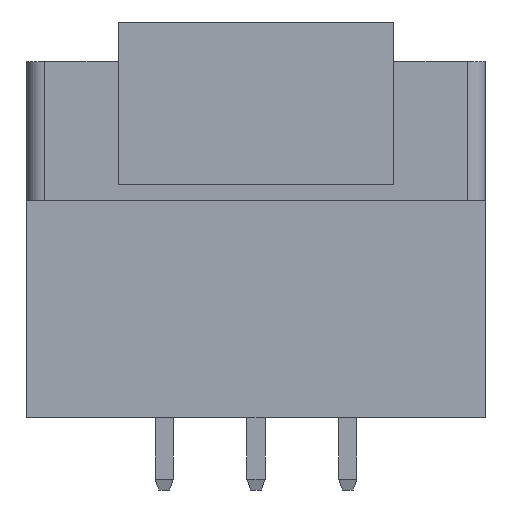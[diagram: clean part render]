
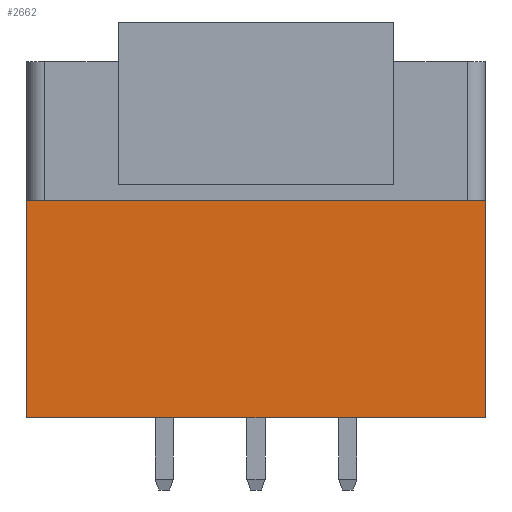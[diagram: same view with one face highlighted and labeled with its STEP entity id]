
A CAD part, front view. The second image highlights one B-rep face of the part: STEP entity #2662.
In plain terms, the highlighted planar face has unit normal (0, -1, 0).
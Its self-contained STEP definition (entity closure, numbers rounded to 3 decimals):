
#1159 = VERTEX_POINT('',#1160);
#1160 = CARTESIAN_POINT('',(-7.62,-3.8,0.));
#1206 = VERTEX_POINT('',#1207);
#1207 = CARTESIAN_POINT('',(-7.62,-3.8,12.));
#1213 = EDGE_CURVE('',#1159,#1206,#1214,.T.);
#1214 = LINE('',#1215,#1216);
#1215 = CARTESIAN_POINT('',(-7.62,-3.8,0.));
#1216 = VECTOR('',#1217,1.);
#1217 = DIRECTION('',(0.,0.,1.));
#1734 = VERTEX_POINT('',#1735);
#1735 = CARTESIAN_POINT('',(17.78,-3.8,0.));
#1774 = VERTEX_POINT('',#1775);
#1775 = CARTESIAN_POINT('',(17.78,-3.8,12.));
#1781 = EDGE_CURVE('',#1734,#1774,#1782,.T.);
#1782 = LINE('',#1783,#1784);
#1783 = CARTESIAN_POINT('',(17.78,-3.8,0.));
#1784 = VECTOR('',#1785,1.);
#1785 = DIRECTION('',(0.,0.,1.));
#2385 = EDGE_CURVE('',#1206,#1774,#2386,.T.);
#2386 = LINE('',#2387,#2388);
#2387 = CARTESIAN_POINT('',(-7.62,-3.8,12.));
#2388 = VECTOR('',#2389,1.);
#2389 = DIRECTION('',(1.,0.,0.));
#2532 = EDGE_CURVE('',#1159,#1734,#2533,.T.);
#2533 = LINE('',#2534,#2535);
#2534 = CARTESIAN_POINT('',(-7.62,-3.8,0.));
#2535 = VECTOR('',#2536,1.);
#2536 = DIRECTION('',(1.,0.,0.));
#2662 = ADVANCED_FACE('',(#2663),#2669,.T.);
#2663 = FACE_BOUND('',#2664,.T.);
#2664 = EDGE_LOOP('',(#2665,#2666,#2667,#2668));
#2665 = ORIENTED_EDGE('',*,*,#2532,.T.);
#2666 = ORIENTED_EDGE('',*,*,#1781,.T.);
#2667 = ORIENTED_EDGE('',*,*,#2385,.F.);
#2668 = ORIENTED_EDGE('',*,*,#1213,.F.);
#2669 = PLANE('',#2670);
#2670 = AXIS2_PLACEMENT_3D('',#2671,#2672,#2673);
#2671 = CARTESIAN_POINT('',(-7.62,-3.8,0.));
#2672 = DIRECTION('',(0.,-1.,0.));
#2673 = DIRECTION('',(0.,0.,1.));
